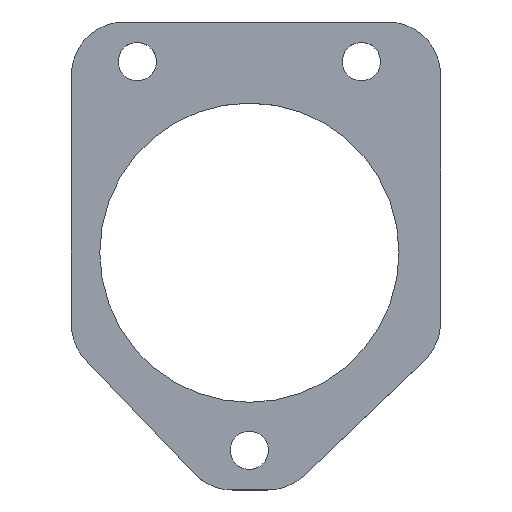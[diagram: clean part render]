
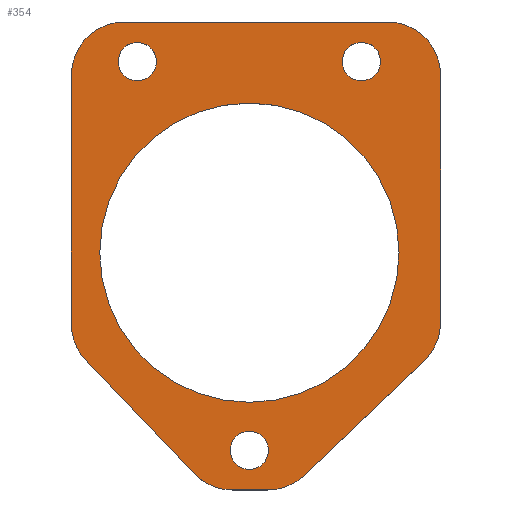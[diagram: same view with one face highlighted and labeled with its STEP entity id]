
A CAD part, top view. The second image highlights one B-rep face of the part: STEP entity #354.
In plain terms, the highlighted planar face has unit normal (0, 0, 1).
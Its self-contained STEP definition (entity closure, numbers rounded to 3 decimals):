
#19=FACE_BOUND('',#71,.T.);
#20=FACE_BOUND('',#72,.T.);
#21=FACE_BOUND('',#73,.T.);
#22=FACE_BOUND('',#74,.T.);
#30=PLANE('',#412);
#48=FACE_OUTER_BOUND('',#70,.T.);
#70=EDGE_LOOP('',(#311,#312,#313,#314,#315,#316,#317,#318,#319,#320,#321,
#322));
#71=EDGE_LOOP('',(#323));
#72=EDGE_LOOP('',(#324));
#73=EDGE_LOOP('',(#325));
#74=EDGE_LOOP('',(#326));
#79=LINE('',#534,#107);
#87=LINE('',#571,#115);
#92=LINE('',#585,#120);
#100=LINE('',#612,#128);
#101=LINE('',#614,#129);
#102=LINE('',#616,#130);
#107=VECTOR('',#427,10.);
#115=VECTOR('',#461,10.);
#120=VECTOR('',#476,10.);
#128=VECTOR('',#510,10.);
#129=VECTOR('',#513,10.);
#130=VECTOR('',#516,10.);
#131=CIRCLE('',#376,4.);
#142=CIRCLE('',#390,4.);
#143=CIRCLE('',#393,4.);
#144=CIRCLE('',#395,4.);
#145=CIRCLE('',#398,4.);
#146=CIRCLE('',#400,4.);
#147=CIRCLE('',#402,11.35);
#148=CIRCLE('',#404,1.45);
#149=CIRCLE('',#406,1.45);
#150=CIRCLE('',#408,1.45);
#151=VERTEX_POINT('',#521);
#152=VERTEX_POINT('',#522);
#156=VERTEX_POINT('',#532);
#170=VERTEX_POINT('',#564);
#171=VERTEX_POINT('',#565);
#172=VERTEX_POINT('',#570);
#173=VERTEX_POINT('',#574);
#174=VERTEX_POINT('',#578);
#175=VERTEX_POINT('',#579);
#176=VERTEX_POINT('',#584);
#177=VERTEX_POINT('',#588);
#178=VERTEX_POINT('',#592);
#179=VERTEX_POINT('',#596);
#180=VERTEX_POINT('',#600);
#181=VERTEX_POINT('',#604);
#182=VERTEX_POINT('',#608);
#183=EDGE_CURVE('',#151,#152,#131,.T.);
#189=EDGE_CURVE('',#151,#156,#79,.T.);
#204=EDGE_CURVE('',#170,#171,#142,.T.);
#207=EDGE_CURVE('',#172,#171,#87,.T.);
#209=EDGE_CURVE('',#172,#173,#143,.T.);
#211=EDGE_CURVE('',#174,#175,#144,.T.);
#214=EDGE_CURVE('',#176,#175,#92,.T.);
#216=EDGE_CURVE('',#176,#177,#145,.T.);
#218=EDGE_CURVE('',#178,#156,#146,.T.);
#221=EDGE_CURVE('',#179,#179,#147,.T.);
#223=EDGE_CURVE('',#180,#180,#148,.T.);
#225=EDGE_CURVE('',#181,#181,#149,.T.);
#227=EDGE_CURVE('',#182,#182,#150,.T.);
#228=EDGE_CURVE('',#178,#177,#100,.T.);
#229=EDGE_CURVE('',#170,#152,#101,.T.);
#230=EDGE_CURVE('',#174,#173,#102,.T.);
#311=ORIENTED_EDGE('',*,*,#183,.F.);
#312=ORIENTED_EDGE('',*,*,#189,.T.);
#313=ORIENTED_EDGE('',*,*,#218,.F.);
#314=ORIENTED_EDGE('',*,*,#228,.T.);
#315=ORIENTED_EDGE('',*,*,#216,.F.);
#316=ORIENTED_EDGE('',*,*,#214,.T.);
#317=ORIENTED_EDGE('',*,*,#211,.F.);
#318=ORIENTED_EDGE('',*,*,#230,.T.);
#319=ORIENTED_EDGE('',*,*,#209,.F.);
#320=ORIENTED_EDGE('',*,*,#207,.T.);
#321=ORIENTED_EDGE('',*,*,#204,.F.);
#322=ORIENTED_EDGE('',*,*,#229,.T.);
#323=ORIENTED_EDGE('',*,*,#221,.T.);
#324=ORIENTED_EDGE('',*,*,#223,.T.);
#325=ORIENTED_EDGE('',*,*,#225,.T.);
#326=ORIENTED_EDGE('',*,*,#227,.T.);
#354=ADVANCED_FACE('',(#48,#19,#20,#21,#22),#30,.T.);
#376=AXIS2_PLACEMENT_3D('',#523,#417,#418);
#390=AXIS2_PLACEMENT_3D('',#566,#455,#456);
#393=AXIS2_PLACEMENT_3D('',#575,#465,#466);
#395=AXIS2_PLACEMENT_3D('',#580,#470,#471);
#398=AXIS2_PLACEMENT_3D('',#589,#480,#481);
#400=AXIS2_PLACEMENT_3D('',#593,#485,#486);
#402=AXIS2_PLACEMENT_3D('',#598,#491,#492);
#404=AXIS2_PLACEMENT_3D('',#602,#496,#497);
#406=AXIS2_PLACEMENT_3D('',#606,#501,#502);
#408=AXIS2_PLACEMENT_3D('',#610,#506,#507);
#412=AXIS2_PLACEMENT_3D('',#617,#517,#518);
#417=DIRECTION('center_axis',(0.,0.,
-1.));
#418=DIRECTION('ref_axis',(-0.707,0.707,0.));
#427=DIRECTION('',(0.,-1.,0.));
#455=DIRECTION('center_axis',(0.,0.,
-1.));
#456=DIRECTION('ref_axis',(0.707,0.707,0.));
#461=DIRECTION('',(0.,1.,0.));
#465=DIRECTION('center_axis',(0.,0.,
-1.));
#466=DIRECTION('ref_axis',(0.92,-0.393,0.));
#470=DIRECTION('center_axis',(0.,0.,
-1.));
#471=DIRECTION('ref_axis',(0.372,-0.928,0.));
#476=DIRECTION('',(1.,0.,0.));
#480=DIRECTION('center_axis',(0.,0.,
-1.));
#481=DIRECTION('ref_axis',(-0.393,-0.92,0.));
#485=DIRECTION('center_axis',(0.,0.,
-1.));
#486=DIRECTION('ref_axis',(-0.928,-0.372,0.));
#491=DIRECTION('center_axis',(0.,0.,
-1.));
#492=DIRECTION('ref_axis',(-1.,0.,0.));
#496=DIRECTION('center_axis',(0.,0.,
-1.));
#497=DIRECTION('ref_axis',(-1.,0.,0.));
#501=DIRECTION('center_axis',(0.,0.,
-1.));
#502=DIRECTION('ref_axis',(-1.,0.,0.));
#506=DIRECTION('center_axis',(0.,0.,
-1.));
#507=DIRECTION('ref_axis',(-1.,0.,0.));
#510=DIRECTION('',(0.691,-0.723,0.));
#513=DIRECTION('',(-1.,0.,0.));
#516=DIRECTION('',(0.723,0.691,0.));
#517=DIRECTION('center_axis',(0.,0.,
1.));
#518=DIRECTION('ref_axis',(1.,0.,0.));
#521=CARTESIAN_POINT('',(-26.11,19.544,-19.766));
#522=CARTESIAN_POINT('',(-22.11,23.544,-19.766));
#523=CARTESIAN_POINT('Origin',(-22.11,19.544,-19.766));
#532=CARTESIAN_POINT('',(-26.11,0.626,-19.766));
#534=CARTESIAN_POINT('',(-26.11,-0.979,-19.766));
#564=CARTESIAN_POINT('',(-2.11,23.544,-19.766));
#565=CARTESIAN_POINT('',(1.89,19.544,-19.766));
#566=CARTESIAN_POINT('Origin',(-2.11,19.544,-19.766));
#570=CARTESIAN_POINT('',(1.89,0.753,-19.766));
#571=CARTESIAN_POINT('',(1.89,23.544,-19.766));
#574=CARTESIAN_POINT('',(0.655,-2.138,-19.766));
#575=CARTESIAN_POINT('Origin',(-2.11,0.753,-19.766));
#578=CARTESIAN_POINT('',(-8.45,-10.847,-19.766));
#579=CARTESIAN_POINT('',(-11.215,-11.956,-19.766));
#580=CARTESIAN_POINT('Origin',(-11.215,-7.956,-19.766));
#584=CARTESIAN_POINT('',(-13.901,-11.956,-19.766));
#585=CARTESIAN_POINT('',(-9.61,-11.956,-19.766));
#588=CARTESIAN_POINT('',(-16.792,-10.721,-19.766));
#589=CARTESIAN_POINT('Origin',(-13.901,-7.956,-19.766));
#592=CARTESIAN_POINT('',(-25.001,-2.139,-19.766));
#593=CARTESIAN_POINT('Origin',(-22.11,0.626,-19.766));
#596=CARTESIAN_POINT('',(-1.26,6.044,-19.766));
#598=CARTESIAN_POINT('Origin',(-12.61,6.044,-19.766));
#600=CARTESIAN_POINT('',(-19.66,20.544,-19.766));
#602=CARTESIAN_POINT('Origin',(-21.11,20.544,-19.766));
#604=CARTESIAN_POINT('',(-11.16,-8.956,-19.766));
#606=CARTESIAN_POINT('Origin',(-12.61,-8.956,-19.766));
#608=CARTESIAN_POINT('',(-2.66,20.544,-19.766));
#610=CARTESIAN_POINT('Origin',(-4.11,20.544,-19.766));
#612=CARTESIAN_POINT('',(-15.61,-11.956,-19.766));
#614=CARTESIAN_POINT('',(-26.11,23.544,-19.766));
#616=CARTESIAN_POINT('',(1.89,-0.956,-19.766));
#617=CARTESIAN_POINT('Origin',(-12.153,8.235,-19.766));
